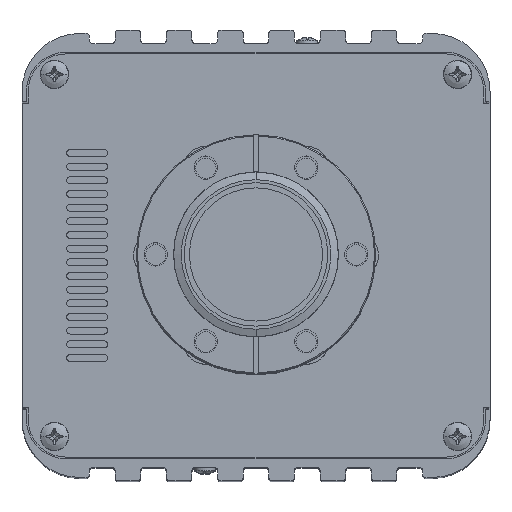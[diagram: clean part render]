
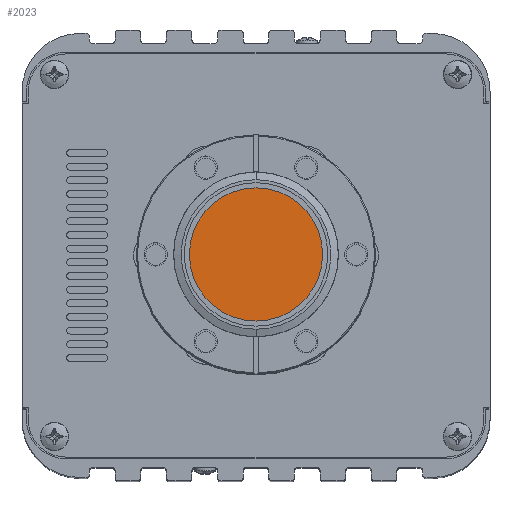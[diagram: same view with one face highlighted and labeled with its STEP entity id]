
A CAD part, top view. The second image highlights one B-rep face of the part: STEP entity #2023.
In plain terms, the highlighted planar face has unit normal (0, 0, 1).
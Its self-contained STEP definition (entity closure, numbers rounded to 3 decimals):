
#2023=ADVANCED_FACE('',(#24266),#24265,.T.);
#24265=PLANE('',#62569);
#24266=FACE_OUTER_BOUND('',#62570,.T.);
#62566=CARTESIAN_POINT('',(-40.53,-44.85,-2.));
#62567=DIRECTION('',(0.,0.,1.));
#62568=DIRECTION('',(1.,0.,0.));
#62569=AXIS2_PLACEMENT_3D('',#62566,#62567,#62568);
#62570=EDGE_LOOP('',(#96322,#96323));
#96322=ORIENTED_EDGE('',*,*,#113979,.F.);
#96323=ORIENTED_EDGE('',*,*,#113980,.F.);
#113979=EDGE_CURVE('',#162280,#162281,#162282,.T.);
#113980=EDGE_CURVE('',#162281,#162280,#162288,.T.);
#162280=VERTEX_POINT('',#223291);
#162281=VERTEX_POINT('',#223292);
#162282=CIRCLE('',#223296,19.5);
#162288=CIRCLE('',#223300,19.5);
#223291=CARTESIAN_POINT('',(0.,-19.5,-2.));
#223292=CARTESIAN_POINT('',(0.,19.5,-2.));
#223293=CARTESIAN_POINT('',(0.,0.,-2.));
#223294=DIRECTION('',(0.,0.,-1.));
#223295=DIRECTION('',(0.,1.,0.));
#223296=AXIS2_PLACEMENT_3D('',#223293,#223294,#223295);
#223297=CARTESIAN_POINT('',(0.,0.,-2.));
#223298=DIRECTION('',(0.,0.,-1.));
#223299=DIRECTION('',(0.,1.,0.));
#223300=AXIS2_PLACEMENT_3D('',#223297,#223298,#223299);
